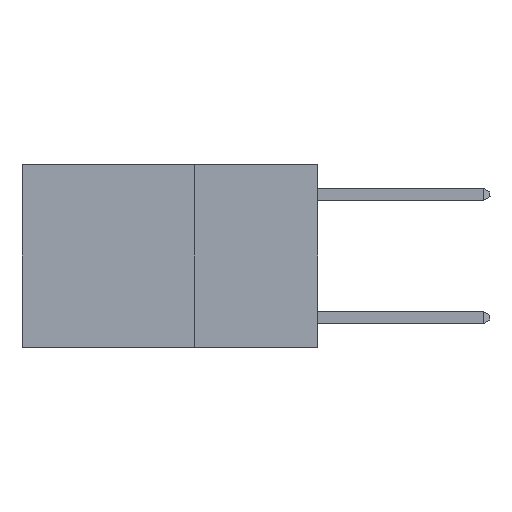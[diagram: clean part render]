
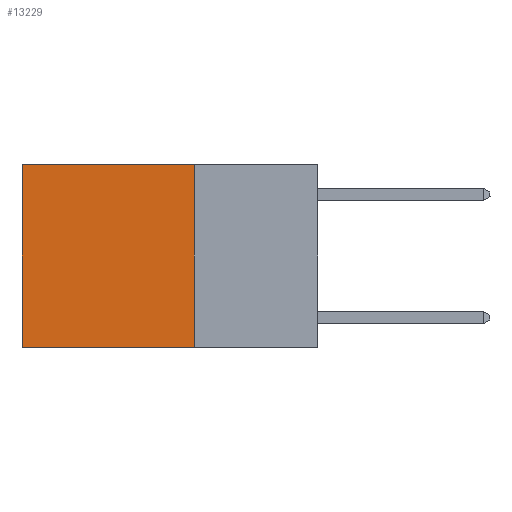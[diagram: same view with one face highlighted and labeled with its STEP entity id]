
A CAD part, left-side view. The second image highlights one B-rep face of the part: STEP entity #13229.
In plain terms, the highlighted planar face has unit normal (-1, 0, 0).
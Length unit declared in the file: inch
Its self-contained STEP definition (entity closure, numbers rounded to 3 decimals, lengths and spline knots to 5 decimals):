
#1223 = CARTESIAN_POINT ( 'NONE',  ( 0.2625, 0.25, 0. ) ) ;
#1289 = CARTESIAN_POINT ( 'NONE',  ( 0.2625, 0.25, 0. ) ) ;
#1539 = EDGE_CURVE ( 'NONE', #11661, #17909, #3338, .T. ) ;
#2106 = LINE ( 'NONE', #13287, #3421 ) ;
#2186 = CARTESIAN_POINT ( 'NONE',  ( 0.2625, 0.6, -0.37 ) ) ;
#2702 = VERTEX_POINT ( 'NONE', #3853 ) ;
#3338 = LINE ( 'NONE', #7868, #9880 ) ;
#3421 = VECTOR ( 'NONE', #16497, 39.37008 ) ;
#3459 = EDGE_CURVE ( 'NONE', #2702, #17909, #2106, .T. ) ;
#3853 = CARTESIAN_POINT ( 'NONE',  ( 0.2625, 0.6, 0. ) ) ;
#4137 = PLANE ( 'NONE',  #5219 ) ;
#4550 = EDGE_CURVE ( 'NONE', #15984, #11661, #8711, .T. ) ;
#5219 = AXIS2_PLACEMENT_3D ( 'NONE', #1223, #9777, #11382 ) ;
#5856 = LINE ( 'NONE', #10165, #17543 ) ;
#5865 = EDGE_LOOP ( 'NONE', ( #12003, #15125, #16417, #18379 ) ) ;
#6139 = VECTOR ( 'NONE', #8357, 39.37008 ) ;
#7214 = CARTESIAN_POINT ( 'NONE',  ( 0.2625, 0.25, 0. ) ) ;
#7868 = CARTESIAN_POINT ( 'NONE',  ( 0.2625, 0.25, -0.37 ) ) ;
#8357 = DIRECTION ( 'NONE',  ( 0., 0., -1. ) ) ;
#8711 = LINE ( 'NONE', #7214, #6139 ) ;
#9777 = DIRECTION ( 'NONE',  ( 1., 0., 0. ) ) ;
#9880 = VECTOR ( 'NONE', #16516, 39.37008 ) ;
#10056 = FACE_OUTER_BOUND ( 'NONE', #5865, .T. ) ;
#10165 = CARTESIAN_POINT ( 'NONE',  ( 0.2625, 0.25, 0. ) ) ;
#10610 = CARTESIAN_POINT ( 'NONE',  ( 0.2625, 0.25, -0.37 ) ) ;
#11382 = DIRECTION ( 'NONE',  ( 0., 0., -1. ) ) ;
#11661 = VERTEX_POINT ( 'NONE', #10610 ) ;
#12003 = ORIENTED_EDGE ( 'NONE', *, *, #3459, .T. ) ;
#13229 = ADVANCED_FACE ( 'NONE', ( #10056 ), #4137, .F. ) ;
#13287 = CARTESIAN_POINT ( 'NONE',  ( 0.2625, 0.6, 0. ) ) ;
#15125 = ORIENTED_EDGE ( 'NONE', *, *, #1539, .F. ) ;
#15310 = EDGE_CURVE ( 'NONE', #15984, #2702, #5856, .T. ) ;
#15914 = DIRECTION ( 'NONE',  ( 0., 1., 0. ) ) ;
#15984 = VERTEX_POINT ( 'NONE', #1289 ) ;
#16417 = ORIENTED_EDGE ( 'NONE', *, *, #4550, .F. ) ;
#16497 = DIRECTION ( 'NONE',  ( 0., 0., -1. ) ) ;
#16516 = DIRECTION ( 'NONE',  ( 0., 1., 0. ) ) ;
#17543 = VECTOR ( 'NONE', #15914, 39.37008 ) ;
#17909 = VERTEX_POINT ( 'NONE', #2186 ) ;
#18379 = ORIENTED_EDGE ( 'NONE', *, *, #15310, .T. ) ;
